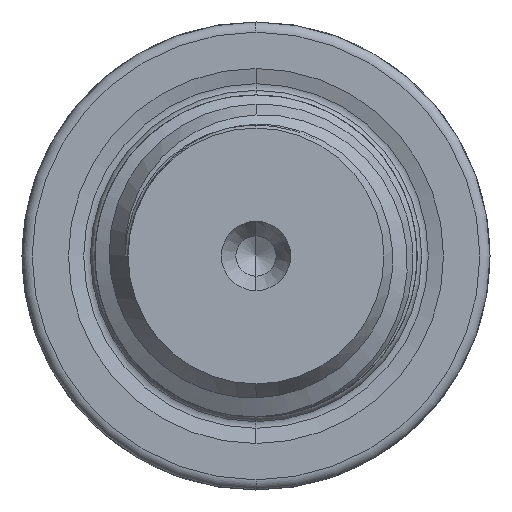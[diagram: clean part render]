
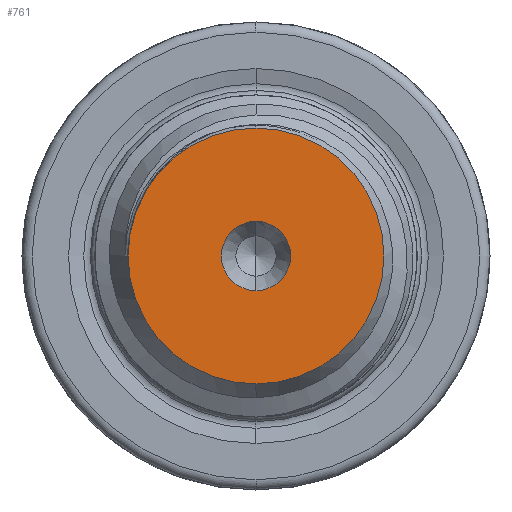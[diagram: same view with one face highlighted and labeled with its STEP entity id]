
A CAD part, left-side view. The second image highlights one B-rep face of the part: STEP entity #761.
In plain terms, the highlighted planar face has unit normal (-1, 0, 0).
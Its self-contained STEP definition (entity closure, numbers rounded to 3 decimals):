
#108 = AXIS2_PLACEMENT_3D ( 'NONE', #5074, #1296, #808 ) ;
#136 = VERTEX_POINT ( 'NONE', #1621 ) ;
#310 = CARTESIAN_POINT ( 'NONE',  ( 0., 0., -6.287 ) ) ;
#592 = ORIENTED_EDGE ( 'NONE', *, *, #5713, .F. ) ;
#732 = DIRECTION ( 'NONE',  ( -1., 0., 0. ) ) ;
#761 = ADVANCED_FACE ( 'NONE', ( #1057, #4711 ), #3793, .F. ) ;
#808 = DIRECTION ( 'NONE',  ( 0., 0., 1. ) ) ;
#935 = VERTEX_POINT ( 'NONE', #985 ) ;
#964 = CIRCLE ( 'NONE', #1252, 1.7 ) ;
#985 = CARTESIAN_POINT ( 'NONE',  ( 0., 0., 6.287 ) ) ;
#1057 = FACE_OUTER_BOUND ( 'NONE', #3699, .T. ) ;
#1252 = AXIS2_PLACEMENT_3D ( 'NONE', #3926, #732, #5333 ) ;
#1296 = DIRECTION ( 'NONE',  ( -1., 0., 0. ) ) ;
#1467 = VERTEX_POINT ( 'NONE', #310 ) ;
#1621 = CARTESIAN_POINT ( 'NONE',  ( 0., 0., 1.7 ) ) ;
#1767 = CIRCLE ( 'NONE', #5874, 6.287 ) ;
#2091 = DIRECTION ( 'NONE',  ( 0., 0., -1. ) ) ;
#2111 = CARTESIAN_POINT ( 'NONE',  ( 0., 0., 0. ) ) ;
#2127 = EDGE_CURVE ( 'NONE', #935, #1467, #3607, .T. ) ;
#2149 = DIRECTION ( 'NONE',  ( 1., 0., 0. ) ) ;
#2216 = DIRECTION ( 'NONE',  ( 0., 0., 1. ) ) ;
#2611 = ORIENTED_EDGE ( 'NONE', *, *, #2127, .T. ) ;
#2738 = CARTESIAN_POINT ( 'NONE',  ( 0., 0., -1.7 ) ) ;
#2779 = EDGE_CURVE ( 'NONE', #1467, #935, #1767, .T. ) ;
#3607 = CIRCLE ( 'NONE', #108, 6.287 ) ;
#3609 = ORIENTED_EDGE ( 'NONE', *, *, #2779, .T. ) ;
#3667 = AXIS2_PLACEMENT_3D ( 'NONE', #5318, #2149, #2091 ) ;
#3699 = EDGE_LOOP ( 'NONE', ( #3609, #2611 ) ) ;
#3793 = PLANE ( 'NONE',  #3667 ) ;
#3926 = CARTESIAN_POINT ( 'NONE',  ( 0., 0., 0. ) ) ;
#4219 = DIRECTION ( 'NONE',  ( 0., 0., 1. ) ) ;
#4589 = EDGE_CURVE ( 'NONE', #4833, #136, #964, .T. ) ;
#4641 = ORIENTED_EDGE ( 'NONE', *, *, #4589, .F. ) ;
#4711 = FACE_BOUND ( 'NONE', #5036, .T. ) ;
#4833 = VERTEX_POINT ( 'NONE', #2738 ) ;
#5019 = CARTESIAN_POINT ( 'NONE',  ( 0., 0., 0. ) ) ;
#5036 = EDGE_LOOP ( 'NONE', ( #592, #4641 ) ) ;
#5048 = DIRECTION ( 'NONE',  ( -1., 0., 0. ) ) ;
#5057 = AXIS2_PLACEMENT_3D ( 'NONE', #5019, #5048, #2216 ) ;
#5062 = CIRCLE ( 'NONE', #5057, 1.7 ) ;
#5074 = CARTESIAN_POINT ( 'NONE',  ( 0., 0., 0. ) ) ;
#5318 = CARTESIAN_POINT ( 'NONE',  ( 0., 0., 0. ) ) ;
#5333 = DIRECTION ( 'NONE',  ( 0., 0., 1. ) ) ;
#5622 = DIRECTION ( 'NONE',  ( -1., 0., 0. ) ) ;
#5713 = EDGE_CURVE ( 'NONE', #136, #4833, #5062, .T. ) ;
#5874 = AXIS2_PLACEMENT_3D ( 'NONE', #2111, #5622, #4219 ) ;
